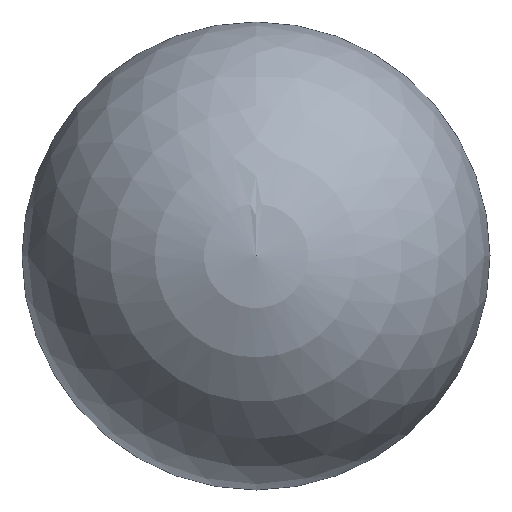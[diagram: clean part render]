
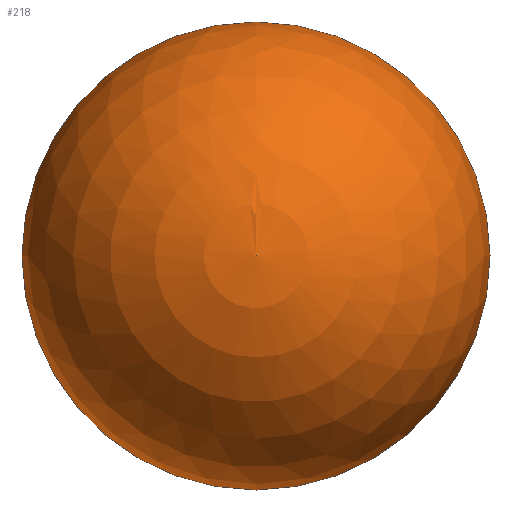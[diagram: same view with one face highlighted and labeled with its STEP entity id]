
A CAD part, front view. The second image highlights one B-rep face of the part: STEP entity #218.
In plain terms, the highlighted spherical face has radius 8.6 mm.
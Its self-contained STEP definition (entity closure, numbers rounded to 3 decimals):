
#18=SPHERICAL_SURFACE('',#249,8.6);
#27=FACE_OUTER_BOUND('',#40,.T.);
#40=EDGE_LOOP('',(#164,#165,#166,#167));
#52=CIRCLE('',#250,8.6);
#53=CIRCLE('',#251,8.6);
#54=CIRCLE('',#252,8.6);
#104=VERTEX_POINT('',#747);
#105=VERTEX_POINT('',#748);
#106=VERTEX_POINT('',#750);
#129=EDGE_CURVE('',#104,#105,#52,.T.);
#130=EDGE_CURVE('',#104,#106,#53,.T.);
#131=EDGE_CURVE('',#105,#104,#54,.T.);
#164=ORIENTED_EDGE('',*,*,#129,.F.);
#165=ORIENTED_EDGE('',*,*,#130,.T.);
#166=ORIENTED_EDGE('',*,*,#130,.F.);
#167=ORIENTED_EDGE('',*,*,#131,.F.);
#218=ADVANCED_FACE('',(#27),#18,.T.);
#249=AXIS2_PLACEMENT_3D('',#746,#285,#286);
#250=AXIS2_PLACEMENT_3D('',#749,#287,#288);
#251=AXIS2_PLACEMENT_3D('',#751,#289,#290);
#252=AXIS2_PLACEMENT_3D('',#752,#291,#292);
#285=DIRECTION('center_axis',(0.,1.,0.));
#286=DIRECTION('ref_axis',(0.,0.,-1.));
#287=DIRECTION('center_axis',(0.,1.,0.));
#288=DIRECTION('ref_axis',(1.,0.,0.));
#289=DIRECTION('center_axis',(1.,0.,0.));
#290=DIRECTION('ref_axis',(0.,0.,1.));
#291=DIRECTION('center_axis',(0.,1.,0.));
#292=DIRECTION('ref_axis',(1.,0.,0.));
#746=CARTESIAN_POINT('Origin',(0.,0.,0.));
#747=CARTESIAN_POINT('',(0.,0.,8.6));
#748=CARTESIAN_POINT('',(-8.6,0.,0.));
#749=CARTESIAN_POINT('Origin',(0.,0.,0.));
#750=CARTESIAN_POINT('',(0.,-8.6,0.));
#751=CARTESIAN_POINT('Origin',(0.,0.,0.));
#752=CARTESIAN_POINT('Origin',(0.,0.,0.));
